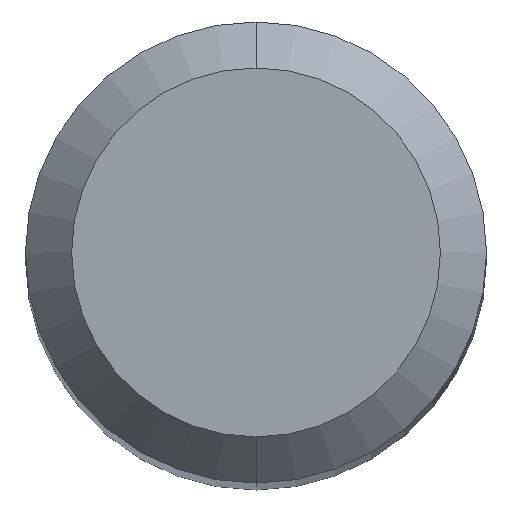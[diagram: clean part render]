
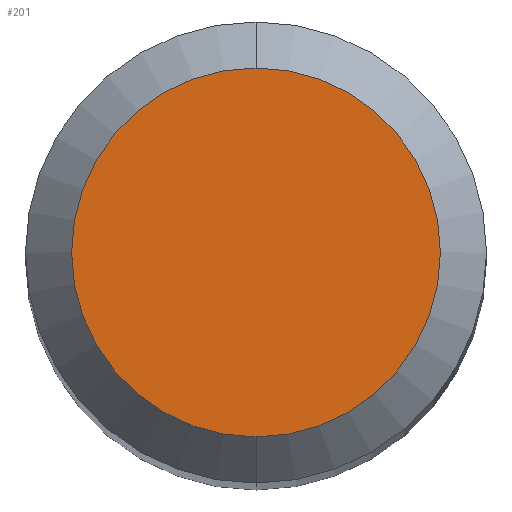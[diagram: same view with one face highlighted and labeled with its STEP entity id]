
A CAD part, top view. The second image highlights one B-rep face of the part: STEP entity #201.
In plain terms, the highlighted planar face has unit normal (0, 0, 1).
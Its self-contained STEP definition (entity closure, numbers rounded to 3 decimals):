
#133=EDGE_CURVE('',#193,#195,#276,.T.);
#181=EDGE_CURVE('',#195,#193,#328,.T.);
#193=VERTEX_POINT('',#341);
#195=VERTEX_POINT('',#343);
#201=ADVANCED_FACE('',(#350),#351,.T.);
#276=CIRCLE('',#432,1.2);
#328=CIRCLE('',#500,1.2);
#341=CARTESIAN_POINT('',(0.0,1.2,0.0));
#343=CARTESIAN_POINT('',(0.,-1.2,0.0));
#350=FACE_OUTER_BOUND('',#525,.T.);
#351=PLANE('',#526);
#432=AXIS2_PLACEMENT_3D('',#614,#615,#616);
#500=AXIS2_PLACEMENT_3D('',#672,#673,#674);
#525=EDGE_LOOP('',(#694,#695));
#526=AXIS2_PLACEMENT_3D('',#696,#697,#698);
#614=CARTESIAN_POINT('',(0.0,0.0,0.0));
#615=DIRECTION('',(0.0,0.0,-1.0));
#616=DIRECTION('',(0.0,1.0,0.0));
#672=CARTESIAN_POINT('',(0.0,0.0,0.0));
#673=DIRECTION('',(0.0,0.0,-1.0));
#674=DIRECTION('',(0.0,1.0,0.0));
#694=ORIENTED_EDGE('',*,*,#133,.F.);
#695=ORIENTED_EDGE('',*,*,#181,.F.);
#696=CARTESIAN_POINT('',(0.0,0.6,0.0));
#697=DIRECTION('',(-0.0,0.0,1.0));
#698=DIRECTION('',(0.0,-1.0,0.0));
